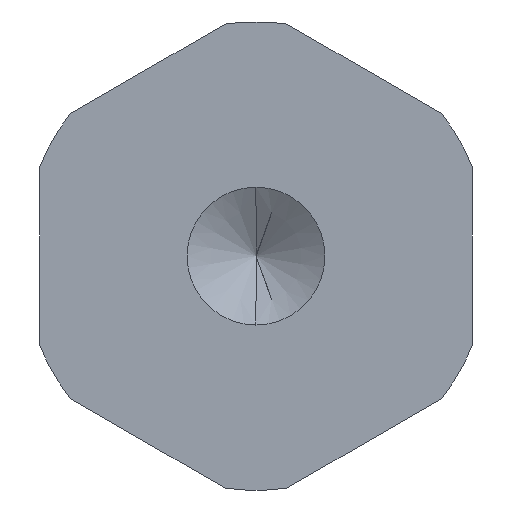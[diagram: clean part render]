
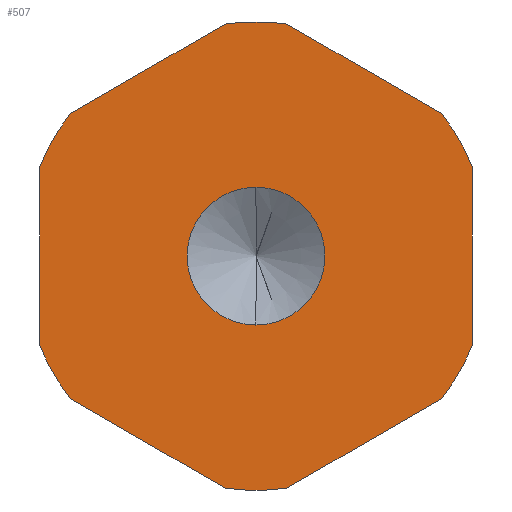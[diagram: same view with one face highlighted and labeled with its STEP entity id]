
A CAD part, left-side view. The second image highlights one B-rep face of the part: STEP entity #507.
In plain terms, the highlighted planar face has unit normal (-1, 0, 0).
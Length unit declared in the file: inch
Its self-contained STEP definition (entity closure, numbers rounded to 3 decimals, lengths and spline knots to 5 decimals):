
#1 = DIRECTION ( 'NONE',  ( 0., 0., -1. ) ) ;
#5 = AXIS2_PLACEMENT_3D ( 'NONE', #729, #40, #483 ) ;
#10 = EDGE_CURVE ( 'NONE', #582, #346, #28, .T. ) ;
#17 = CIRCLE ( 'NONE', #364, 0.27 ) ;
#21 = PLANE ( 'NONE',  #619 ) ;
#28 = CIRCLE ( 'NONE', #680, 0.27 ) ;
#40 = DIRECTION ( 'NONE',  ( 1., 0., 0. ) ) ;
#42 = DIRECTION ( 'NONE',  ( -1., 0., 0. ) ) ;
#46 = CIRCLE ( 'NONE', #325, 0.0795 ) ;
#64 = EDGE_CURVE ( 'NONE', #629, #763, #413, .T. ) ;
#65 = CARTESIAN_POINT ( 'NONE',  ( -2.25, 0.21412, -0.16447 ) ) ;
#67 = ORIENTED_EDGE ( 'NONE', *, *, #366, .F. ) ;
#69 = ORIENTED_EDGE ( 'NONE', *, *, #71, .F. ) ;
#71 = EDGE_CURVE ( 'NONE', #140, #705, #80, .T. ) ;
#80 = CIRCLE ( 'NONE', #399, 0.27 ) ;
#82 = VECTOR ( 'NONE', #172, 39.37008 ) ;
#92 = DIRECTION ( 'NONE',  ( 0., 0.866, 0.5 ) ) ;
#107 = DIRECTION ( 'NONE',  ( 0., 0., -1. ) ) ;
#114 = ORIENTED_EDGE ( 'NONE', *, *, #329, .F. ) ;
#118 = DIRECTION ( 'NONE',  ( 0., 0., -1. ) ) ;
#119 = DIRECTION ( 'NONE',  ( 1., 0., 0. ) ) ;
#121 = CARTESIAN_POINT ( 'NONE',  ( -2.25, 0., 0. ) ) ;
#131 = VECTOR ( 'NONE', #518, 39.37008 ) ;
#133 = CARTESIAN_POINT ( 'NONE',  ( -2.25, 0., 0. ) ) ;
#140 = VERTEX_POINT ( 'NONE', #217 ) ;
#142 = CIRCLE ( 'NONE', #584, 0.27 ) ;
#152 = LINE ( 'NONE', #640, #131 ) ;
#170 = VECTOR ( 'NONE', #742, 39.37008 ) ;
#172 = DIRECTION ( 'NONE',  ( 0., 0.866, -0.5 ) ) ;
#177 = CARTESIAN_POINT ( 'NONE',  ( -2.25, 0., 0. ) ) ;
#179 = EDGE_CURVE ( 'NONE', #327, #380, #142, .T. ) ;
#181 = CARTESIAN_POINT ( 'NONE',  ( -2.25, 0.12475, 0.21607 ) ) ;
#182 = CARTESIAN_POINT ( 'NONE',  ( -2.25, 0.21412, 0.16447 ) ) ;
#199 = DIRECTION ( 'NONE',  ( 0., 0., 1. ) ) ;
#204 = CARTESIAN_POINT ( 'NONE',  ( -2.25, -0.21412, 0.16447 ) ) ;
#217 = CARTESIAN_POINT ( 'NONE',  ( -2.25, 0.2495, 0.1032 ) ) ;
#219 = FACE_BOUND ( 'NONE', #561, .T. ) ;
#222 = CARTESIAN_POINT ( 'NONE',  ( -2.25, 0.12475, -0.21607 ) ) ;
#237 = EDGE_CURVE ( 'NONE', #763, #629, #46, .T. ) ;
#241 = CARTESIAN_POINT ( 'NONE',  ( -2.25, -0.03538, -0.26767 ) ) ;
#243 = DIRECTION ( 'NONE',  ( 0., 0., -1. ) ) ;
#258 = LINE ( 'NONE', #504, #170 ) ;
#270 = AXIS2_PLACEMENT_3D ( 'NONE', #406, #755, #603 ) ;
#271 = EDGE_CURVE ( 'NONE', #739, #541, #17, .T. ) ;
#278 = ORIENTED_EDGE ( 'NONE', *, *, #542, .F. ) ;
#285 = CARTESIAN_POINT ( 'NONE',  ( -2.25, 0.03538, 0.26767 ) ) ;
#289 = DIRECTION ( 'NONE',  ( 1., 0., 0. ) ) ;
#302 = VECTOR ( 'NONE', #442, 39.37008 ) ;
#316 = ORIENTED_EDGE ( 'NONE', *, *, #580, .F. ) ;
#318 = ORIENTED_EDGE ( 'NONE', *, *, #322, .F. ) ;
#322 = EDGE_CURVE ( 'NONE', #705, #475, #732, .T. ) ;
#323 = LINE ( 'NONE', #738, #302 ) ;
#324 = ORIENTED_EDGE ( 'NONE', *, *, #237, .F. ) ;
#325 = AXIS2_PLACEMENT_3D ( 'NONE', #598, #42, #199 ) ;
#327 = VERTEX_POINT ( 'NONE', #241 ) ;
#329 = EDGE_CURVE ( 'NONE', #735, #384, #348, .T. ) ;
#342 = ORIENTED_EDGE ( 'NONE', *, *, #10, .F. ) ;
#345 = LINE ( 'NONE', #222, #477 ) ;
#346 = VERTEX_POINT ( 'NONE', #548 ) ;
#348 = CIRCLE ( 'NONE', #5, 0.27 ) ;
#362 = CARTESIAN_POINT ( 'NONE',  ( -2.25, 0., 0. ) ) ;
#364 = AXIS2_PLACEMENT_3D ( 'NONE', #672, #119, #628 ) ;
#366 = EDGE_CURVE ( 'NONE', #346, #327, #476, .T. ) ;
#368 = CARTESIAN_POINT ( 'NONE',  ( -2.25, -0.2495, -0.1032 ) ) ;
#378 = AXIS2_PLACEMENT_3D ( 'NONE', #121, #676, #118 ) ;
#379 = DIRECTION ( 'NONE',  ( 1., 0., 0. ) ) ;
#380 = VERTEX_POINT ( 'NONE', #382 ) ;
#382 = CARTESIAN_POINT ( 'NONE',  ( -2.25, 0.03538, -0.26767 ) ) ;
#384 = VERTEX_POINT ( 'NONE', #520 ) ;
#386 = VERTEX_POINT ( 'NONE', #576 ) ;
#392 = CARTESIAN_POINT ( 'NONE',  ( -2.25, 0., 0. ) ) ;
#394 = DIRECTION ( 'NONE',  ( 1., 0., 0. ) ) ;
#399 = AXIS2_PLACEMENT_3D ( 'NONE', #362, #779, #107 ) ;
#406 = CARTESIAN_POINT ( 'NONE',  ( -2.25, 0., 0. ) ) ;
#409 = CARTESIAN_POINT ( 'NONE',  ( -2.25, 0., 0. ) ) ;
#413 = CIRCLE ( 'NONE', #270, 0.0795 ) ;
#424 = ORIENTED_EDGE ( 'NONE', *, *, #802, .F. ) ;
#440 = ORIENTED_EDGE ( 'NONE', *, *, #792, .F. ) ;
#442 = DIRECTION ( 'NONE',  ( 0., -0.866, -0.5 ) ) ;
#454 = ORIENTED_EDGE ( 'NONE', *, *, #789, .F. ) ;
#457 = DIRECTION ( 'NONE',  ( 0., 0., -1. ) ) ;
#475 = VERTEX_POINT ( 'NONE', #285 ) ;
#476 = LINE ( 'NONE', #714, #82 ) ;
#477 = VECTOR ( 'NONE', #92, 39.37008 ) ;
#483 = DIRECTION ( 'NONE',  ( 0., 0., -1. ) ) ;
#504 = CARTESIAN_POINT ( 'NONE',  ( -2.25, -0.2495, 0. ) ) ;
#507 = ADVANCED_FACE ( 'NONE', ( #219, #646 ), #21, .F. ) ;
#511 = ORIENTED_EDGE ( 'NONE', *, *, #64, .F. ) ;
#518 = DIRECTION ( 'NONE',  ( 0., 0., 1. ) ) ;
#520 = CARTESIAN_POINT ( 'NONE',  ( -2.25, -0.2495, 0.1032 ) ) ;
#524 = CIRCLE ( 'NONE', #539, 0.27 ) ;
#527 = EDGE_CURVE ( 'NONE', #380, #739, #345, .T. ) ;
#537 = VECTOR ( 'NONE', #591, 39.37008 ) ;
#539 = AXIS2_PLACEMENT_3D ( 'NONE', #133, #379, #1 ) ;
#541 = VERTEX_POINT ( 'NONE', #696 ) ;
#542 = EDGE_CURVE ( 'NONE', #541, #140, #152, .T. ) ;
#548 = CARTESIAN_POINT ( 'NONE',  ( -2.25, -0.21412, -0.16447 ) ) ;
#550 = CARTESIAN_POINT ( 'NONE',  ( -2.25, 0., 0.27 ) ) ;
#551 = CIRCLE ( 'NONE', #378, 0.27 ) ;
#561 = EDGE_LOOP ( 'NONE', ( #511, #324 ) ) ;
#576 = CARTESIAN_POINT ( 'NONE',  ( -2.25, -0.03538, 0.26767 ) ) ;
#580 = EDGE_CURVE ( 'NONE', #475, #645, #551, .T. ) ;
#582 = VERTEX_POINT ( 'NONE', #368 ) ;
#584 = AXIS2_PLACEMENT_3D ( 'NONE', #177, #289, #243 ) ;
#591 = DIRECTION ( 'NONE',  ( 0., -0.866, 0.5 ) ) ;
#596 = ORIENTED_EDGE ( 'NONE', *, *, #271, .F. ) ;
#598 = CARTESIAN_POINT ( 'NONE',  ( -2.25, 0., 0. ) ) ;
#603 = DIRECTION ( 'NONE',  ( 0., 0., 1. ) ) ;
#605 = CARTESIAN_POINT ( 'NONE',  ( -2.25, 0., 0.0795 ) ) ;
#619 = AXIS2_PLACEMENT_3D ( 'NONE', #409, #394, #457 ) ;
#628 = DIRECTION ( 'NONE',  ( 0., 0., -1. ) ) ;
#629 = VERTEX_POINT ( 'NONE', #605 ) ;
#640 = CARTESIAN_POINT ( 'NONE',  ( -2.25, 0.2495, 0. ) ) ;
#645 = VERTEX_POINT ( 'NONE', #550 ) ;
#646 = FACE_OUTER_BOUND ( 'NONE', #745, .T. ) ;
#647 = DIRECTION ( 'NONE',  ( 1., 0., 0. ) ) ;
#672 = CARTESIAN_POINT ( 'NONE',  ( -2.25, 0., 0. ) ) ;
#676 = DIRECTION ( 'NONE',  ( 1., 0., 0. ) ) ;
#677 = ORIENTED_EDGE ( 'NONE', *, *, #527, .F. ) ;
#680 = AXIS2_PLACEMENT_3D ( 'NONE', #392, #647, #691 ) ;
#691 = DIRECTION ( 'NONE',  ( 0., 0., -1. ) ) ;
#696 = CARTESIAN_POINT ( 'NONE',  ( -2.25, 0.2495, -0.1032 ) ) ;
#705 = VERTEX_POINT ( 'NONE', #182 ) ;
#714 = CARTESIAN_POINT ( 'NONE',  ( -2.25, -0.12475, -0.21607 ) ) ;
#729 = CARTESIAN_POINT ( 'NONE',  ( -2.25, 0., 0. ) ) ;
#732 = LINE ( 'NONE', #181, #537 ) ;
#735 = VERTEX_POINT ( 'NONE', #204 ) ;
#738 = CARTESIAN_POINT ( 'NONE',  ( -2.25, -0.12475, 0.21607 ) ) ;
#739 = VERTEX_POINT ( 'NONE', #65 ) ;
#742 = DIRECTION ( 'NONE',  ( 0., 0., -1. ) ) ;
#745 = EDGE_LOOP ( 'NONE', ( #677, #797, #67, #342, #424, #114, #454, #440, #316, #318, #69, #278, #596 ) ) ;
#755 = DIRECTION ( 'NONE',  ( -1., 0., 0. ) ) ;
#763 = VERTEX_POINT ( 'NONE', #798 ) ;
#779 = DIRECTION ( 'NONE',  ( 1., 0., 0. ) ) ;
#789 = EDGE_CURVE ( 'NONE', #386, #735, #323, .T. ) ;
#792 = EDGE_CURVE ( 'NONE', #645, #386, #524, .T. ) ;
#797 = ORIENTED_EDGE ( 'NONE', *, *, #179, .F. ) ;
#798 = CARTESIAN_POINT ( 'NONE',  ( -2.25, 0., -0.0795 ) ) ;
#802 = EDGE_CURVE ( 'NONE', #384, #582, #258, .T. ) ;
